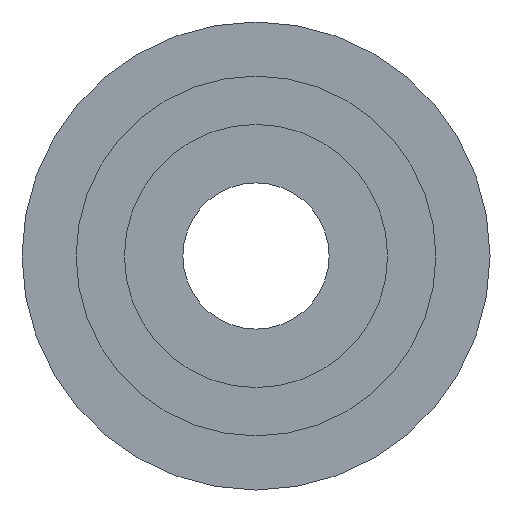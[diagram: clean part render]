
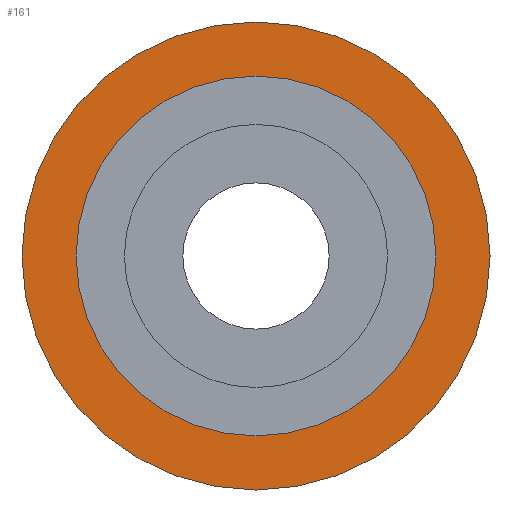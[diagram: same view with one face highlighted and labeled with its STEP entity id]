
A CAD part, left-side view. The second image highlights one B-rep face of the part: STEP entity #161.
In plain terms, the highlighted planar face has unit normal (-1, 0, 0).
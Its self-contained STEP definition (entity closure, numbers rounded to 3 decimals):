
#19=FACE_BOUND('',#52,.T.);
#25=PLANE('',#196);
#35=FACE_OUTER_BOUND('',#51,.T.);
#51=EDGE_LOOP('',(#135));
#52=EDGE_LOOP('',(#136));
#77=CIRCLE('',#195,6.15);
#78=CIRCLE('',#197,8.);
#89=VERTEX_POINT('',#287);
#90=VERTEX_POINT('',#291);
#105=EDGE_CURVE('',#89,#89,#77,.T.);
#106=EDGE_CURVE('',#90,#90,#78,.T.);
#135=ORIENTED_EDGE('',*,*,#106,.T.);
#136=ORIENTED_EDGE('',*,*,#105,.T.);
#161=ADVANCED_FACE('',(#35,#19),#25,.F.);
#195=AXIS2_PLACEMENT_3D('',#289,#241,#242);
#196=AXIS2_PLACEMENT_3D('',#290,#243,#244);
#197=AXIS2_PLACEMENT_3D('',#292,#245,#246);
#241=DIRECTION('center_axis',(1.,0.,0.));
#242=DIRECTION('ref_axis',(0.,0.,-1.));
#243=DIRECTION('center_axis',(1.,0.,0.));
#244=DIRECTION('ref_axis',(0.,0.,-1.));
#245=DIRECTION('center_axis',(-1.,0.,0.));
#246=DIRECTION('ref_axis',(0.,0.,-1.));
#287=CARTESIAN_POINT('',(-2.5,0.,6.15));
#289=CARTESIAN_POINT('Origin',(-2.5,0.,0.));
#290=CARTESIAN_POINT('Origin',(-2.5,0.,0.));
#291=CARTESIAN_POINT('',(-2.5,0.,8.));
#292=CARTESIAN_POINT('Origin',(-2.5,0.,0.));
